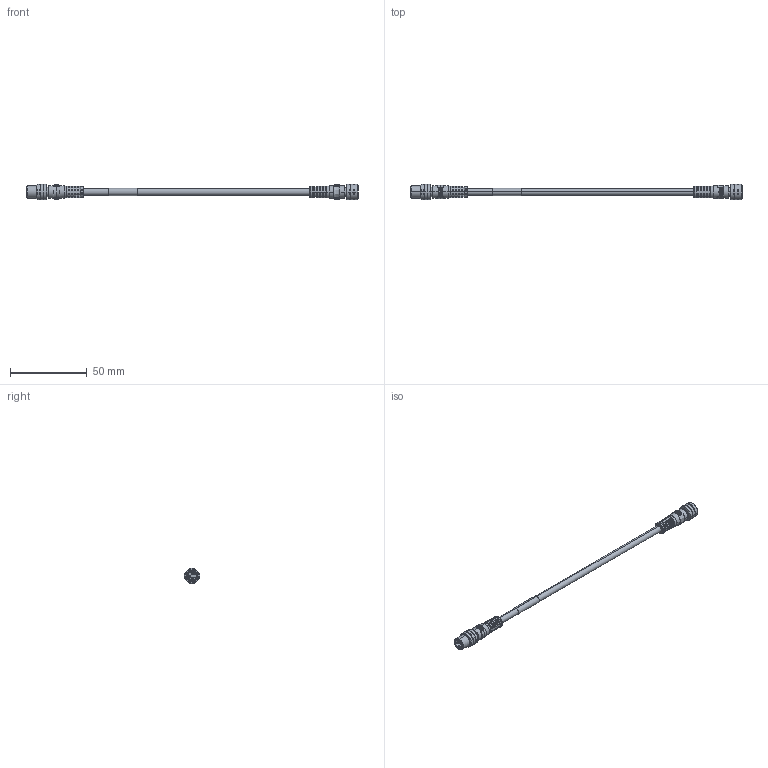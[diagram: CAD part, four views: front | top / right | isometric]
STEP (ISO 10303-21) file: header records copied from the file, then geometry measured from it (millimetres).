
FILE_DESCRIPTION (( 'STEP AP214' ), '1' );
FILE_NAME ('TRG317-C4Y.STEP', '2016-04-08T15:06:12', ( 'L-Com' ), ( 'L-Com Global Connectivity' ), 'SwSTEP 2.0', 'SolidWorks 2014', '' );
FILE_SCHEMA (( 'AUTOMOTIVE_DESIGN' ));
Length unit declared in the file: inch
Products named in the file (5): TRG324-C4Y-MA2_6" Length; TRG317-C4Y; TRG325-C4Y-MA1; 1AW01-003_.182 ID x .75" long; TRG324-C4Y-MA1
Assembly tree (4 placements, depth 2):
  TRG317-C4Y
    TRG324-C4Y-MA2_6" Length
    TRG324-C4Y-MA1
    1AW01-003_.182 ID x .75" long
    TRG325-C4Y-MA1
Bounding box: 216.07 x 10 x 10 mm (x, y, z)
Volume: 5460.1 mm3; surface area: 6732.6 mm2
Topology: 4 solids, 4 shells, 1129 faces, 2945 edges, 1924 vertices
Faces by surface type: plane 535, cylinder 432, cone 102, bspline 28, torus 22, sphere 10
Entity records: 41535 total; most frequent: CARTESIAN_POINT 11896, ORIENTED_EDGE 5836, DIRECTION 5377, EDGE_CURVE 2918, AXIS2_PLACEMENT_3D 2102, VERTEX_POINT 1910, EDGE_LOOP 1244, VECTOR 1173
